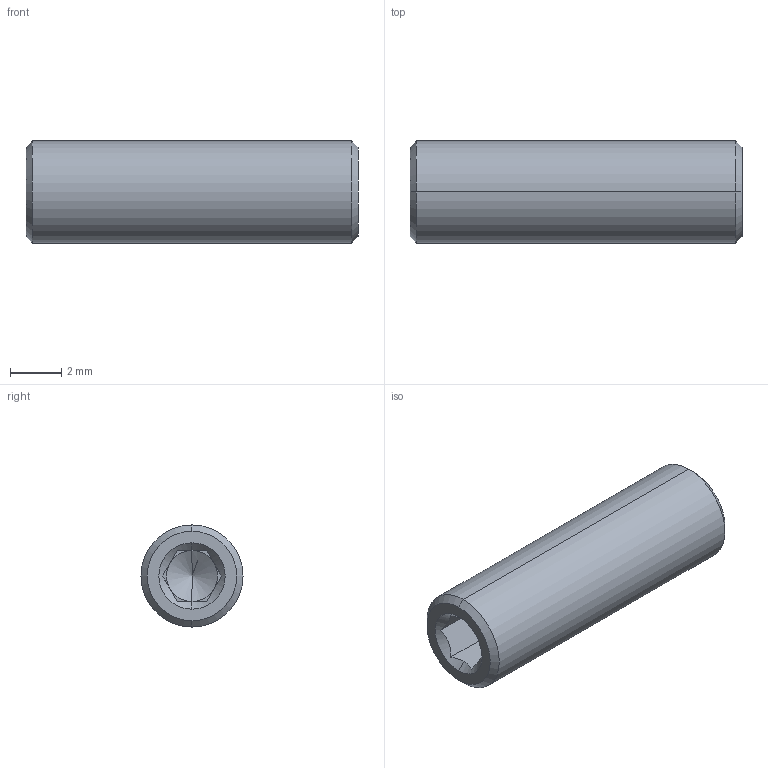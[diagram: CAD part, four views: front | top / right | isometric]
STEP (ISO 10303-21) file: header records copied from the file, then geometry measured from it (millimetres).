
FILE_DESCRIPTION (( 'STEP AP214' ), '1' );
FILE_NAME ('Z32.ER3.001.013.STEP', '2021-03-31T06:11:20', ( '' ), ( '' ), 'SwSTEP 2.0', 'SolidWorks 2017', '' );
FILE_SCHEMA (( 'AUTOMOTIVE_DESIGN' ));
Length unit declared in the file: millimetre
Products named in the file (1): Z32.ER3.001.013
Bounding box: 13 x 4 x 4 mm (x, y, z)
Volume: 151.7 mm3; surface area: 204.4 mm2
Topology: 1 solids, 1 shells, 26 faces, 58 edges, 33 vertices
Faces by surface type: plane 14, cone 8, cylinder 4
Entity records: 774 total; most frequent: CARTESIAN_POINT 156, DIRECTION 120, ORIENTED_EDGE 112, EDGE_CURVE 56, AXIS2_PLACEMENT_3D 45, VERTEX_POINT 33, LINE 30, VECTOR 30
